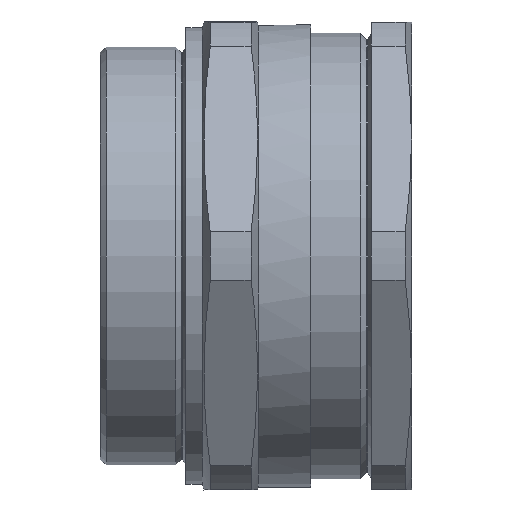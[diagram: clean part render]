
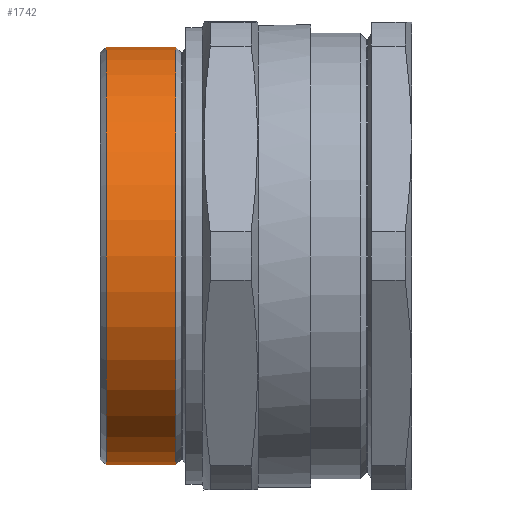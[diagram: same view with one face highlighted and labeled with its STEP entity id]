
A CAD part, front view. The second image highlights one B-rep face of the part: STEP entity #1742.
In plain terms, the highlighted cylindrical face has radius 37.5 mm (diameter 75 mm), a full revolution.
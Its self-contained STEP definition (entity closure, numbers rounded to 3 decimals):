
#274 = CYLINDRICAL_SURFACE ( 'NONE', #275, 37.5 ) ;
#275 = AXIS2_PLACEMENT_3D ( 'NONE', #3948, #4009, #3991 ) ;
#752 = EDGE_CURVE ( 'NONE', #1981, #1981, #1861, .T. ) ;
#779 = CARTESIAN_POINT ( 'NONE',  ( 13.5, 0., 0. ) ) ;
#853 = EDGE_LOOP ( 'NONE', ( #3155 ) ) ;
#976 = ORIENTED_EDGE ( 'NONE', *, *, #2008, .F. ) ;
#1015 = VERTEX_POINT ( 'NONE', #1761 ) ;
#1210 = FACE_OUTER_BOUND ( 'NONE', #853, .T. ) ;
#1570 = DIRECTION ( 'NONE',  ( 0., 0., -1. ) ) ;
#1576 = DIRECTION ( 'NONE',  ( 1., 0., 0. ) ) ;
#1742 = ADVANCED_FACE ( 'NONE', ( #2920, #1210 ), #274, .T. ) ;
#1746 = AXIS2_PLACEMENT_3D ( 'NONE', #779, #1576, #1570 ) ;
#1761 = CARTESIAN_POINT ( 'NONE',  ( 13.5, 0., -37.5 ) ) ;
#1861 = CIRCLE ( 'NONE', #1992, 37.5 ) ;
#1955 = CARTESIAN_POINT ( 'NONE',  ( 1., 0., -37.5 ) ) ;
#1981 = VERTEX_POINT ( 'NONE', #1955 ) ;
#1992 = AXIS2_PLACEMENT_3D ( 'NONE', #2442, #2441, #2436 ) ;
#2008 = EDGE_CURVE ( 'NONE', #1015, #1015, #2159, .T. ) ;
#2159 = CIRCLE ( 'NONE', #1746, 37.5 ) ;
#2436 = DIRECTION ( 'NONE',  ( 0., 0., -1. ) ) ;
#2441 = DIRECTION ( 'NONE',  ( 1., 0., 0. ) ) ;
#2442 = CARTESIAN_POINT ( 'NONE',  ( 1., 0., 0. ) ) ;
#2920 = FACE_OUTER_BOUND ( 'NONE', #3241, .T. ) ;
#3155 = ORIENTED_EDGE ( 'NONE', *, *, #752, .T. ) ;
#3241 = EDGE_LOOP ( 'NONE', ( #976 ) ) ;
#3948 = CARTESIAN_POINT ( 'NONE',  ( 37.7, 0., 0. ) ) ;
#3991 = DIRECTION ( 'NONE',  ( 0., 0., -1. ) ) ;
#4009 = DIRECTION ( 'NONE',  ( 1., 0., 0. ) ) ;
